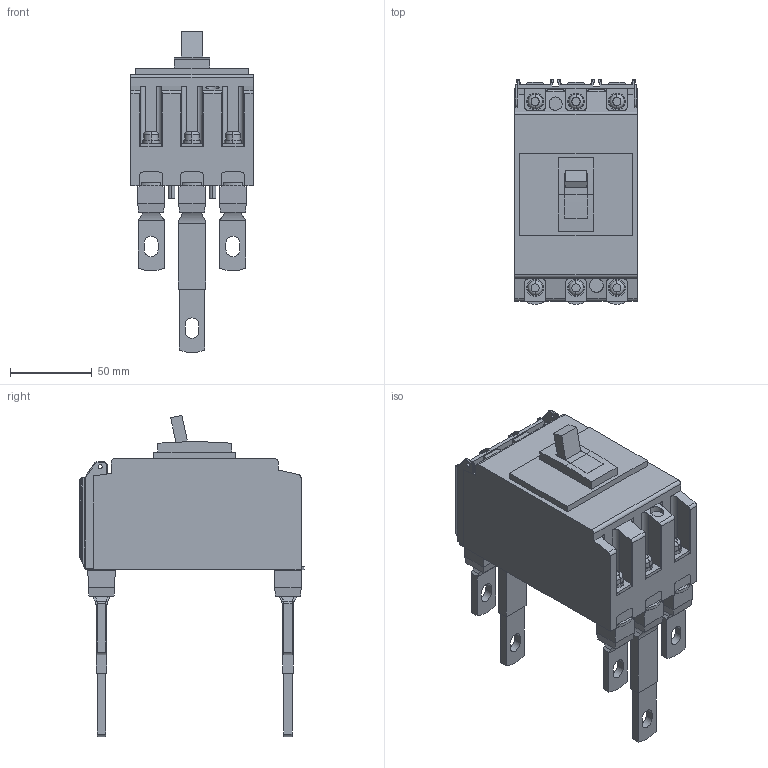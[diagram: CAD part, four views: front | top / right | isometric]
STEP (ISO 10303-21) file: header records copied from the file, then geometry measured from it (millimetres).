
FILE_DESCRIPTION(('CoCreate Modeling STEP Export'),'2;1');
FILE_NAME('Ｓ１２５ＳＤ３Ｒ.stp','2016-03-30T 8:36:10',(''),(''),'CoCreate Modeling STEP processor for AP214 (Solid Model)','CoCreate Modeling 17.0 01-Apr-2010 (C) Parametric Technology GmbH','');
FILE_SCHEMA(('AUTOMOTIVE_DESIGN { 1 0 10303 214 1 1 1 1 }'));
Length unit declared in the file: millimetre
Products named in the file (7): P2.2; p6; P4; P3.4; P1; p5; Ｓ１２５ＳＤ３Ｒ
Assembly tree (16 placements, depth 2):
  Ｓ１２５ＳＤ３Ｒ
    P4  x2
    p6  x2
    p5
    P3.4  x6
    P1
    P2.2  x4
Bounding box: 75 x 137.33 x 196.36 mm (x, y, z)
Volume: 690245.8 mm3; surface area: 102528.6 mm2
Topology: 16 solids, 16 shells, 731 faces, 1871 edges, 1212 vertices
Faces by surface type: plane 475, cylinder 212, torus 22, extrusion 12, bspline 6, sphere 4
Entity records: 15512 total; most frequent: CARTESIAN_POINT 4008, ORIENTED_EDGE 2330, DIRECTION 2020, EDGE_CURVE 1165, VECTOR 798, LINE 786, VERTEX_POINT 754, AXIS2_PLACEMENT_3D 611
